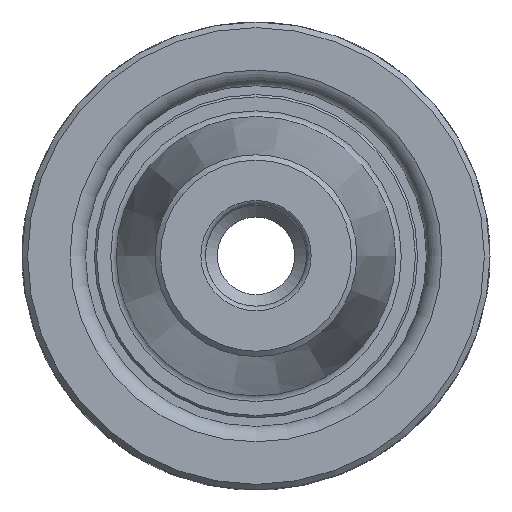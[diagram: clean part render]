
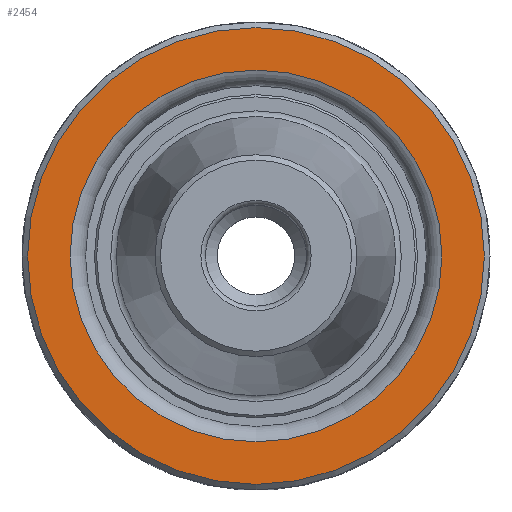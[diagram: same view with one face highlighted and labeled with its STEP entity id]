
A CAD part, top view. The second image highlights one B-rep face of the part: STEP entity #2454.
In plain terms, the highlighted planar face has unit normal (0, 0, 1).
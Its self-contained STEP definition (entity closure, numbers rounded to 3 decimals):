
#491=ORIENTED_EDGE('',*,*,#788,.T.);
#492=ORIENTED_EDGE('',*,*,#786,.T.);
#786=EDGE_CURVE('',#994,#994,#1138,.T.);
#788=EDGE_CURVE('',#996,#996,#1140,.T.);
#994=VERTEX_POINT('',#3488);
#996=VERTEX_POINT('',#3493);
#1138=CIRCLE('',#2615,16.564);
#1140=CIRCLE('',#2618,20.35);
#1307=EDGE_LOOP('',(#491));
#1308=EDGE_LOOP('',(#492));
#1471=FACE_BOUND('',#1307,.T.);
#1472=FACE_BOUND('',#1308,.T.);
#1546=PLANE('',#2670);
#2454=ADVANCED_FACE('',(#1471,#1472),#1546,.T.);
#2615=AXIS2_PLACEMENT_3D('',#3487,#2963,#2964);
#2618=AXIS2_PLACEMENT_3D('',#3492,#2969,#2970);
#2670=AXIS2_PLACEMENT_3D('',#3676,#3083,#3084);
#2963=DIRECTION('',(0.,0.,-1.));
#2964=DIRECTION('',(-1.,0.,0.));
#2969=DIRECTION('',(0.,0.,1.));
#2970=DIRECTION('',(1.,0.,0.));
#3083=DIRECTION('',(0.,0.,1.));
#3084=DIRECTION('',(1.,0.,0.));
#3487=CARTESIAN_POINT('',(0.,0.,52.));
#3488=CARTESIAN_POINT('',(-16.564,0.,52.));
#3492=CARTESIAN_POINT('',(0.,0.,52.));
#3493=CARTESIAN_POINT('',(20.35,0.,52.));
#3676=CARTESIAN_POINT('',(0.,0.,52.));
